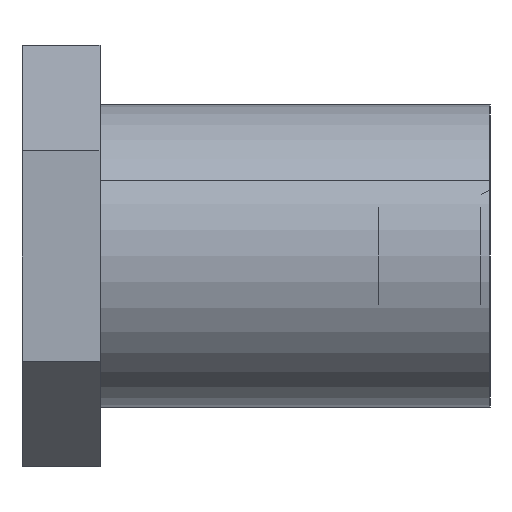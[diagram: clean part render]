
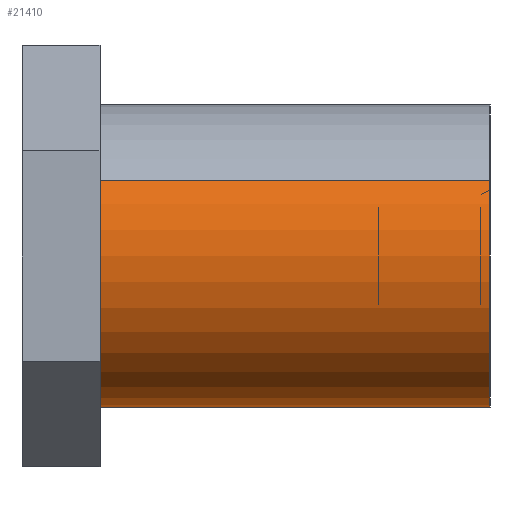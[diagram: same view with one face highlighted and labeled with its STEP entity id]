
A CAD part, left-side view. The second image highlights one B-rep face of the part: STEP entity #21410.
In plain terms, the highlighted cylindrical face has radius 1.968 mm (diameter 3.937 mm), a partial arc.
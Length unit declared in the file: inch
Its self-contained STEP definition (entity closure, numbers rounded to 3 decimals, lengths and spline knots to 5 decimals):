
#1178 = VERTEX_POINT ( 'NONE', #21091 ) ;
#1218 = ORIENTED_EDGE ( 'NONE', *, *, #5513, .T. ) ;
#1993 = CARTESIAN_POINT ( 'NONE',  ( 0., 0.24, -0.0775 ) ) ;
#2252 = EDGE_CURVE ( 'NONE', #8438, #7939, #11438, .T. ) ;
#3690 = EDGE_CURVE ( 'NONE', #8438, #11653, #8185, .T. ) ;
#5513 = EDGE_CURVE ( 'NONE', #11653, #1178, #18452, .T. ) ;
#5529 = CARTESIAN_POINT ( 'NONE',  ( 0., 0.04, 0. ) ) ;
#5883 = CARTESIAN_POINT ( 'NONE',  ( 0., 0.24, 0. ) ) ;
#6641 = VECTOR ( 'NONE', #16021, 39.37008 ) ;
#7335 = DIRECTION ( 'NONE',  ( 0., 0., 1. ) ) ;
#7667 = DIRECTION ( 'NONE',  ( 0., 0., 1. ) ) ;
#7939 = VERTEX_POINT ( 'NONE', #12745 ) ;
#8185 = LINE ( 'NONE', #21823, #12259 ) ;
#8438 = VERTEX_POINT ( 'NONE', #14247 ) ;
#8502 = EDGE_CURVE ( 'NONE', #7939, #1178, #11286, .T. ) ;
#8520 = DIRECTION ( 'NONE',  ( 0., 0., -1. ) ) ;
#9176 = ORIENTED_EDGE ( 'NONE', *, *, #3690, .T. ) ;
#11286 = LINE ( 'NONE', #1993, #6641 ) ;
#11365 = ORIENTED_EDGE ( 'NONE', *, *, #8502, .F. ) ;
#11438 = CIRCLE ( 'NONE', #15816, 0.0775 ) ;
#11653 = VERTEX_POINT ( 'NONE', #19835 ) ;
#12259 = VECTOR ( 'NONE', #13636, 39.37008 ) ;
#12745 = CARTESIAN_POINT ( 'NONE',  ( 0., 0.24, -0.0775 ) ) ;
#13636 = DIRECTION ( 'NONE',  ( 0., -1., 0. ) ) ;
#13751 = CARTESIAN_POINT ( 'NONE',  ( 0., 0.24, 0. ) ) ;
#14134 = EDGE_LOOP ( 'NONE', ( #21465, #9176, #1218, #11365 ) ) ;
#14247 = CARTESIAN_POINT ( 'NONE',  ( 0., 0.24, 0.0775 ) ) ;
#15084 = FACE_OUTER_BOUND ( 'NONE', #14134, .T. ) ;
#15474 = AXIS2_PLACEMENT_3D ( 'NONE', #5529, #17525, #7335 ) ;
#15816 = AXIS2_PLACEMENT_3D ( 'NONE', #5883, #17851, #7667 ) ;
#16021 = DIRECTION ( 'NONE',  ( 0., -1., 0. ) ) ;
#17083 = DIRECTION ( 'NONE',  ( 0., -1., 0. ) ) ;
#17525 = DIRECTION ( 'NONE',  ( 0., 1., 0. ) ) ;
#17851 = DIRECTION ( 'NONE',  ( 0., 1., 0. ) ) ;
#18441 = CYLINDRICAL_SURFACE ( 'NONE', #22261, 0.0775 ) ;
#18452 = CIRCLE ( 'NONE', #15474, 0.0775 ) ;
#19835 = CARTESIAN_POINT ( 'NONE',  ( 0., 0.04, 0.0775 ) ) ;
#21091 = CARTESIAN_POINT ( 'NONE',  ( 0., 0.04, -0.0775 ) ) ;
#21410 = ADVANCED_FACE ( 'NONE', ( #15084 ), #18441, .T. ) ;
#21465 = ORIENTED_EDGE ( 'NONE', *, *, #2252, .F. ) ;
#21823 = CARTESIAN_POINT ( 'NONE',  ( 0., 0.24, 0.0775 ) ) ;
#22261 = AXIS2_PLACEMENT_3D ( 'NONE', #13751, #17083, #8520 ) ;
